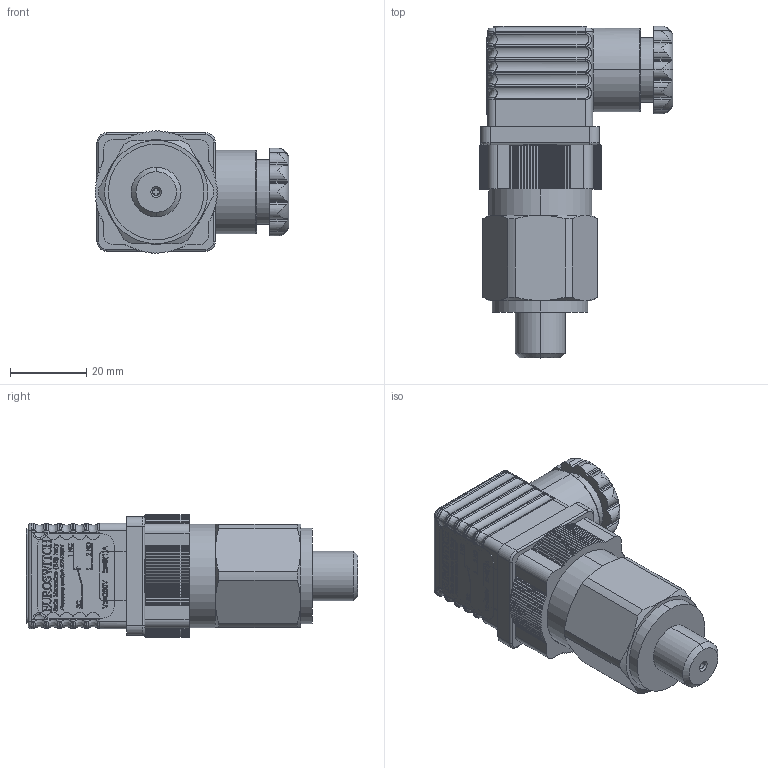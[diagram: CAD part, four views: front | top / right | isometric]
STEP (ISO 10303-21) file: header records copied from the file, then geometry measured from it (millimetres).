
FILE_DESCRIPTION (( 'STEP AP214' ), '1' );
FILE_NAME ('28N.STEP', '2020-02-07T16:06:09', ( '' ), ( '' ), 'SwSTEP 2.0', 'SolidWorks 2019', '' );
FILE_SCHEMA (( 'AUTOMOTIVE_DESIGN' ));
Length unit declared in the file: millimetre
Products named in the file (1): 28N
Bounding box: 50.75 x 86.85 x 32 mm (x, y, z)
Surface area: 14323.9 mm2 (no closed solid volume)
Topology: 0 solids, 76 shells, 797 faces, 4024 edges, 3276 vertices
Faces by surface type: plane 378, cylinder 249, bspline 107, torus 37, cone 16, sphere 10
Entity records: 64623 total; most frequent: CARTESIAN_POINT 27093, ORIENTED_EDGE 5800, DIRECTION 4749, EDGE_CURVE 4020, VERTEX_POINT 3276, LINE 2189, VECTOR 2189, AXIS2_PLACEMENT_3D 1280
